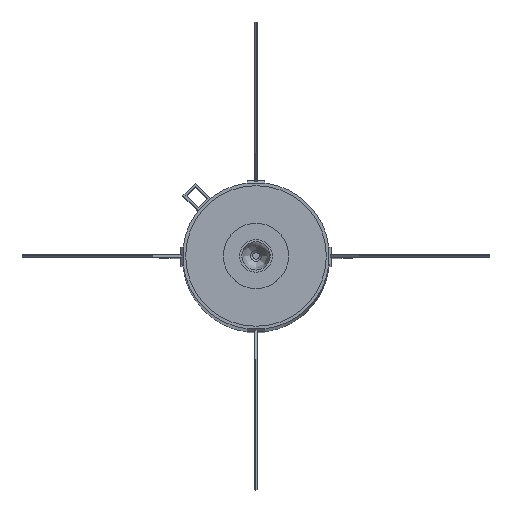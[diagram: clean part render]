
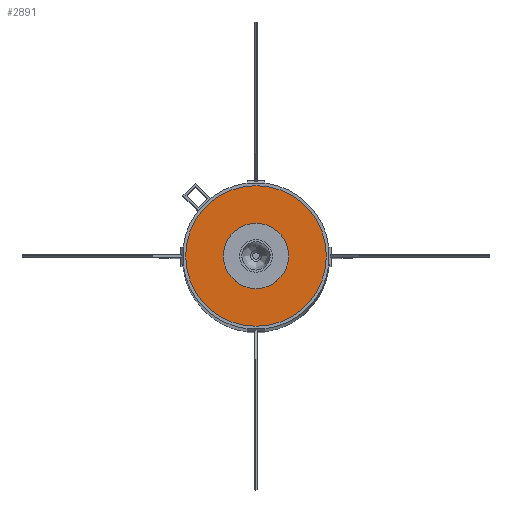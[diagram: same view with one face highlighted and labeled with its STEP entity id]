
A CAD part, top view. The second image highlights one B-rep face of the part: STEP entity #2891.
In plain terms, the highlighted planar face has unit normal (0, 0, 1).
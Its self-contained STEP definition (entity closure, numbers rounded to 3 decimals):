
#2829=CARTESIAN_POINT('',(15.0,0.,2.0));
#2830=VERTEX_POINT('',#2829);
#2831=CARTESIAN_POINT('',(0.0,0.0,2.0));
#2832=DIRECTION('',(0.0,0.0,-1.0));
#2833=DIRECTION('',(-1.0,0.0,0.0));
#2834=AXIS2_PLACEMENT_3D('',#2831,#2832,#2833);
#2835=CIRCLE('',#2834,15.0);
#2836=EDGE_CURVE('',#2830,#2830,#2835,.T.);
#2857=CARTESIAN_POINT('',(32.3,0.,2.0));
#2858=VERTEX_POINT('',#2857);
#2859=CARTESIAN_POINT('',(0.0,0.0,2.0));
#2860=DIRECTION('',(0.0,0.0,-1.0));
#2861=DIRECTION('',(-1.0,0.0,0.0));
#2862=AXIS2_PLACEMENT_3D('',#2859,#2860,#2861);
#2863=CIRCLE('',#2862,32.3);
#2864=EDGE_CURVE('',#2858,#2858,#2863,.T.);
#2880=CARTESIAN_POINT('',(0.0,0.0,2.0));
#2881=DIRECTION('',(0.0,0.0,-1.0));
#2882=DIRECTION('',(-1.0,0.0,0.0));
#2883=AXIS2_PLACEMENT_3D('',#2880,#2881,#2882);
#2884=PLANE('',#2883);
#2885=ORIENTED_EDGE('',*,*,#2864,.F.);
#2886=EDGE_LOOP('',(#2885));
#2887=FACE_OUTER_BOUND('',#2886,.T.);
#2888=ORIENTED_EDGE('',*,*,#2836,.T.);
#2889=EDGE_LOOP('',(#2888));
#2890=FACE_BOUND('',#2889,.T.);
#2891=ADVANCED_FACE('',(#2887,#2890),#2884,.F.);
